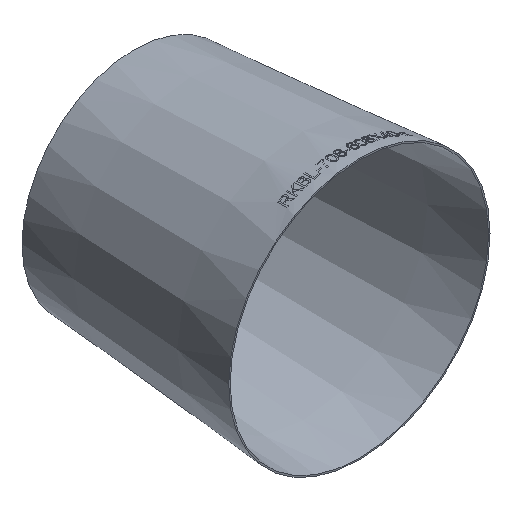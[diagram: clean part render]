
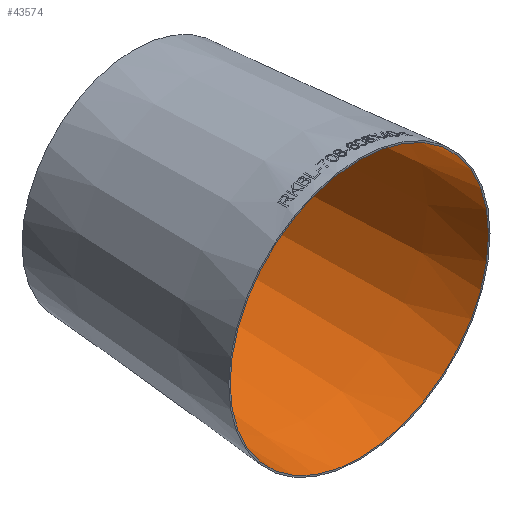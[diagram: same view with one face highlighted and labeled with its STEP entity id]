
A CAD part, isometric view. The second image highlights one B-rep face of the part: STEP entity #43574.
In plain terms, the highlighted conical face has half-angle 4.686 degrees and reference radius 349.987 mm.
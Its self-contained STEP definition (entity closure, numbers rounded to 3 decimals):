
#349 = EDGE_CURVE ( 'NONE', #51258, #51258, #49234, .T. ) ;
#1715 = CARTESIAN_POINT ( 'NONE',  ( 0., 610., -299.987 ) ) ;
#2918 = ORIENTED_EDGE ( 'NONE', *, *, #35315, .T. ) ;
#4904 = DIRECTION ( 'NONE',  ( 0., 0., -1. ) ) ;
#7155 = CIRCLE ( 'NONE', #30248, 349.987 ) ;
#8112 = DIRECTION ( 'NONE',  ( 0., -1., 0. ) ) ;
#20175 = AXIS2_PLACEMENT_3D ( 'NONE', #44801, #8112, #24463 ) ;
#24463 = DIRECTION ( 'NONE',  ( 0., 0., -1. ) ) ;
#25643 = DIRECTION ( 'NONE',  ( 0., -1., 0. ) ) ;
#25790 = DIRECTION ( 'NONE',  ( 0., -1., 0. ) ) ;
#26206 = AXIS2_PLACEMENT_3D ( 'NONE', #41843, #25790, #4904 ) ;
#30248 = AXIS2_PLACEMENT_3D ( 'NONE', #48955, #25643, #32857 ) ;
#32028 = FACE_BOUND ( 'NONE', #51928, .T. ) ;
#32228 = ORIENTED_EDGE ( 'NONE', *, *, #349, .F. ) ;
#32857 = DIRECTION ( 'NONE',  ( 0., 0., -1. ) ) ;
#34916 = VERTEX_POINT ( 'NONE', #38400 ) ;
#35315 = EDGE_CURVE ( 'NONE', #34916, #34916, #7155, .T. ) ;
#38400 = CARTESIAN_POINT ( 'NONE',  ( 0., 0., -349.987 ) ) ;
#38920 = EDGE_LOOP ( 'NONE', ( #2918 ) ) ;
#41843 = CARTESIAN_POINT ( 'NONE',  ( 0., 0., 0. ) ) ;
#43574 = ADVANCED_FACE ( 'NONE', ( #32028, #48377 ), #49278, .F. ) ;
#44801 = CARTESIAN_POINT ( 'NONE',  ( 0., 610., 0. ) ) ;
#48377 = FACE_OUTER_BOUND ( 'NONE', #38920, .T. ) ;
#48955 = CARTESIAN_POINT ( 'NONE',  ( 0., 0., 0. ) ) ;
#49234 = CIRCLE ( 'NONE', #20175, 299.987 ) ;
#49278 = CONICAL_SURFACE ( 'NONE', #26206, 349.987, 0.082 ) ;
#51258 = VERTEX_POINT ( 'NONE', #1715 ) ;
#51928 = EDGE_LOOP ( 'NONE', ( #32228 ) ) ;
